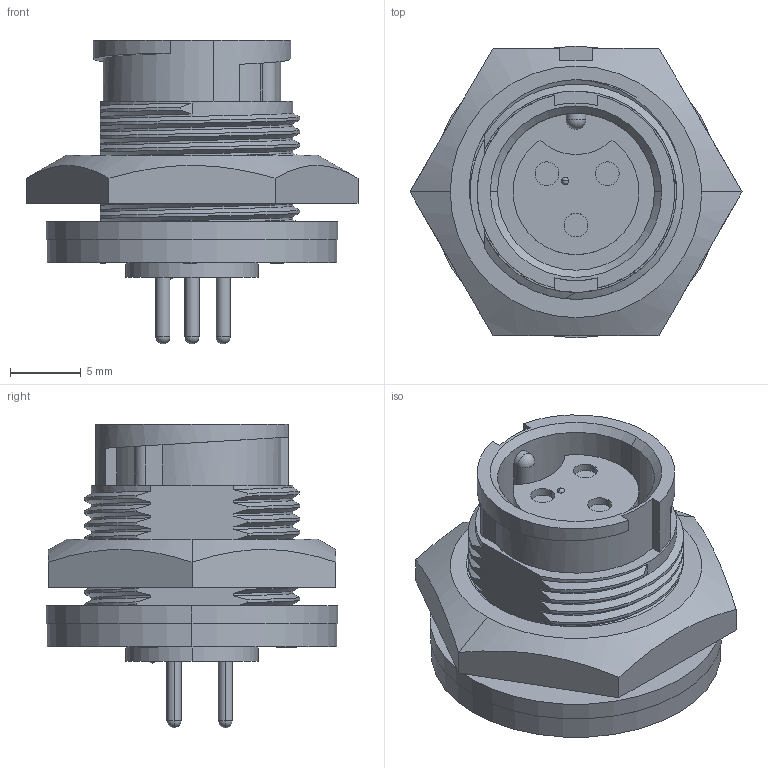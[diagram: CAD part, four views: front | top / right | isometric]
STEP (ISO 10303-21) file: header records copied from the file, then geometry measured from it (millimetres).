
FILE_DESCRIPTION (( 'STEP AP203' ), '1' );
FILE_NAME ('7281-3SG-300.STEP', '2013-09-05T21:29:04', ( 'J0FPBF1' ), ( '' ), 'SwSTEP 2.0', 'SolidWorks 2012', '' );
FILE_SCHEMA (( 'CONFIG_CONTROL_DESIGN' ));
Length unit declared in the file: inch
Products named in the file (1): 7281-3SG-300
Bounding box: 23.46 x 20.62 x 21.46 mm (x, y, z)
Volume: 3165 mm3; surface area: 2962.6 mm2
Topology: 2 solids, 2 shells, 194 faces, 507 edges, 333 vertices
Faces by surface type: cylinder 67, plane 60, bspline 52, torus 6, sphere 5, cone 4
Entity records: 18091 total; most frequent: CARTESIAN_POINT 13779, ORIENTED_EDGE 1010, DIRECTION 710, EDGE_CURVE 505, VERTEX_POINT 332, AXIS2_PLACEMENT_3D 243, VECTOR 224, LINE 224
